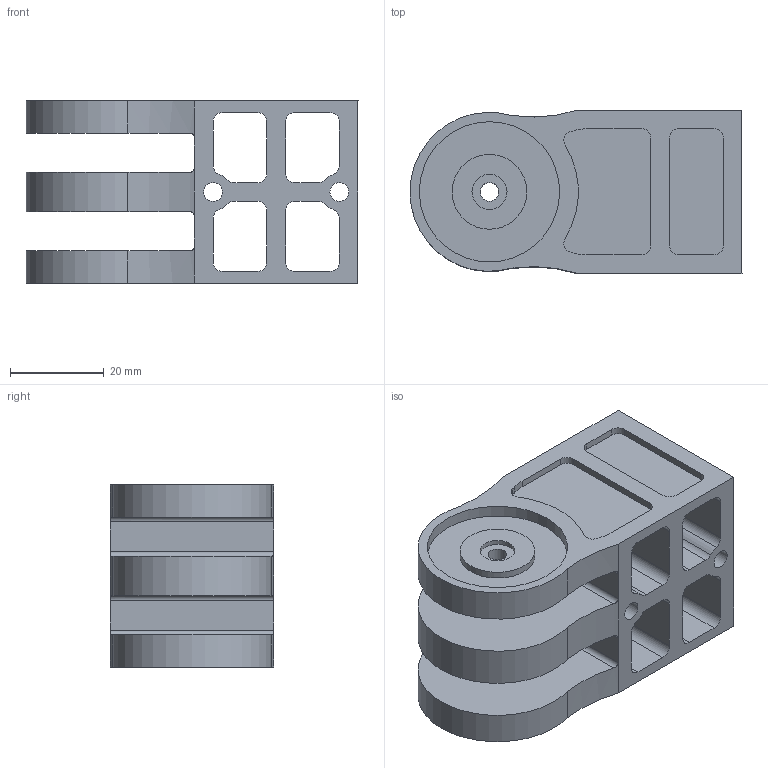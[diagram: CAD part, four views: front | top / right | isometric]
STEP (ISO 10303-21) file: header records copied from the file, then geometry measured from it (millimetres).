
FILE_DESCRIPTION(/* description */ (''),/* implementation_level */ '2;1');
FILE_NAME(/* name */ 'top leg hing.step',/* time_stamp */ '2018-02-23T21:47:43-05:00',/* author */ (''),/* organization */ (''),/* preprocessor_version */ 'ST-DEVELOPER v16.13',/* originating_system */ 'Autodesk Translation Framework v6.5.0.72',/* authorisation */ '');
FILE_SCHEMA (('AUTOMOTIVE_DESIGN { 1 0 10303 214 3 1 1 }'));
Length unit declared in the file: millimetre
Products named in the file (1): top hing
Bounding box: 71 x 35 x 39 mm (x, y, z)
Volume: 42319.8 mm3; surface area: 23204.1 mm2
Topology: 1 solids, 1 shells, 125 faces, 333 edges, 220 vertices
Faces by surface type: cylinder 74, plane 51
Full cylindrical faces by diameter (mm): 4 x5, 7.5 x1, 10 x1, 16 x2, 30 x2
Entity records: 4073 total; most frequent: CARTESIAN_POINT 751, DIRECTION 719, ORIENTED_EDGE 666, EDGE_CURVE 333, AXIS2_PLACEMENT_3D 268, VERTEX_POINT 220, LINE 183, VECTOR 183
